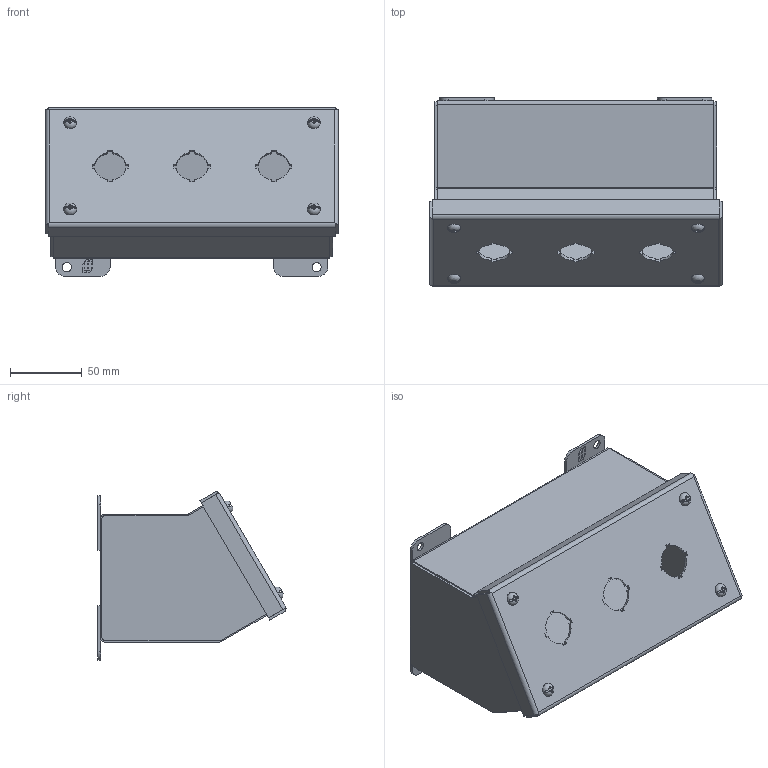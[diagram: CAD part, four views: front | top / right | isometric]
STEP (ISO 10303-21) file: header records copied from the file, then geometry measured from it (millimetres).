
FILE_DESCRIPTION (( 'STEP AP203' ), '1' );
FILE_NAME ('1490MD3_Default.step', '2019-11-12T20:31:25', ( '' ), ( '' ), 'SwSTEP 2.0', 'SolidWorks 2019', '' );
FILE_SCHEMA (( 'CONFIG_CONTROL_DESIGN' ));
Length unit declared in the file: inch
Products named in the file (1): 1490MD3_Default
Bounding box: 204.77 x 131.48 x 117.72 mm (x, y, z)
Volume: 210369.3 mm3; surface area: 238398.4 mm2
Topology: 21 solids, 21 shells, 644 faces, 1668 edges, 1093 vertices
Faces by surface type: plane 454, cylinder 152, cone 22, torus 8, bspline 8
Entity records: 20100 total; most frequent: CARTESIAN_POINT 4141, ORIENTED_EDGE 3332, DIRECTION 3213, EDGE_CURVE 1666, LINE 1195, VECTOR 1195, VERTEX_POINT 1093, AXIS2_PLACEMENT_3D 1009
